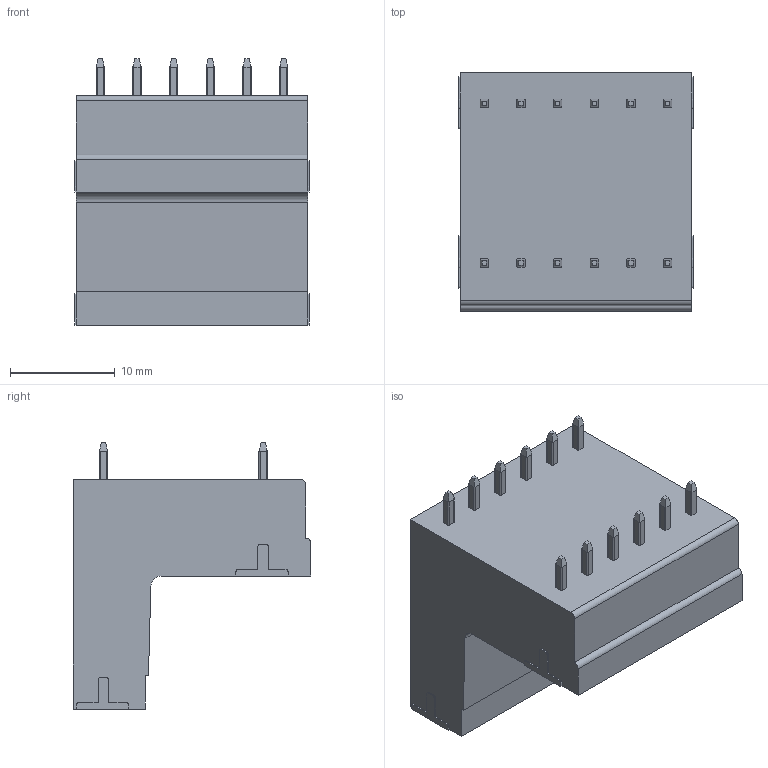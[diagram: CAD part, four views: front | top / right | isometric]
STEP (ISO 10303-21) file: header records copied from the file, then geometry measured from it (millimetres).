
FILE_DESCRIPTION((''),'2;1');
FILE_NAME('TLPHDC-005V-XXP','2024-08-08T13:50:35',('tluser'),(''),'CREO PARAMETRIC BY PTC INC, 2018100','CREO PARAMETRIC BY PTC INC, 2018100','');
FILE_SCHEMA(('CONFIG_CONTROL_DESIGN'));
Length unit declared in the file: millimetre
Products named in the file (1): TLPHDC-005V-XXP
Bounding box: 22.4 x 22.7 x 25.4 mm (x, y, z)
Volume: 5267.3 mm3; surface area: 4958.8 mm2
Topology: 1 solids, 1 shells, 1010 faces, 2796 edges, 1836 vertices
Faces by surface type: plane 679, cylinder 247, cone 60, torus 24
Entity records: 32398 total; most frequent: CARTESIAN_POINT 6476, ORIENTED_EDGE 5592, DIRECTION 5130, EDGE_CURVE 2796, VECTOR 2050, LINE 2050, VERTEX_POINT 1836, AXIS2_PLACEMENT_3D 1540
